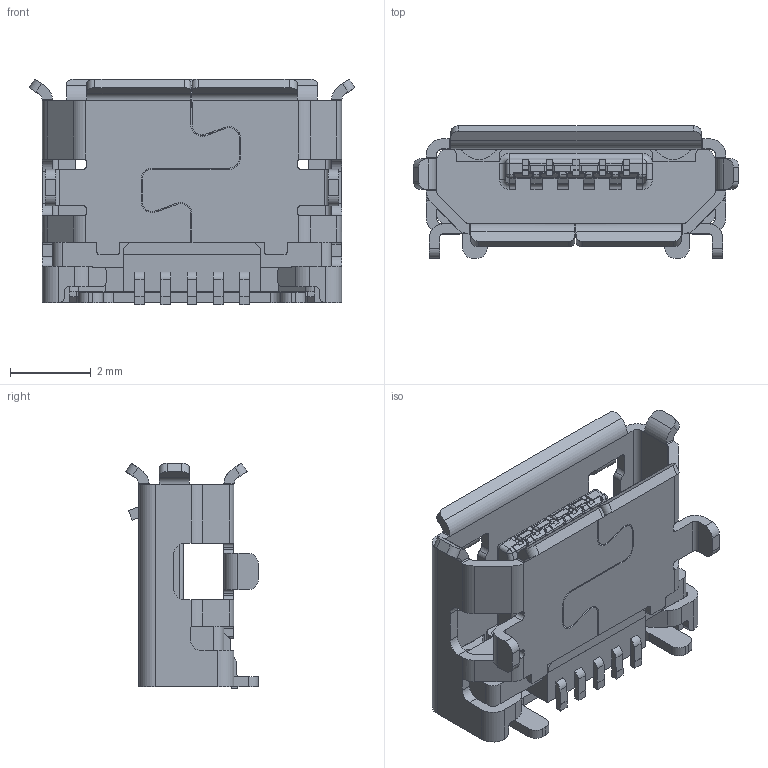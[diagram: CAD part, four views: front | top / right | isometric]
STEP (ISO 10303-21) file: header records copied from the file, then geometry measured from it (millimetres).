
FILE_DESCRIPTION (( 'STEP AP214' ), '1' );
FILE_NAME ('10118194c.STEP', '2020-01-25T13:35:14', ( '' ), ( '' ), 'SwSTEP 2.0', 'SolidWorks 2019', '' );
FILE_SCHEMA (( 'AUTOMOTIVE_DESIGN' ));
Length unit declared in the file: millimetre
Products named in the file (1): 10118194c
Bounding box: 8.05 x 3.27 x 5.58 mm (x, y, z)
Volume: 40.5 mm3; surface area: 268.8 mm2
Topology: 1 solids, 1 shells, 776 faces, 2186 edges, 1397 vertices
Faces by surface type: plane 474, cylinder 264, bspline 21, cone 9, torus 4, sphere 4
Entity records: 26416 total; most frequent: CARTESIAN_POINT 6373, ORIENTED_EDGE 4356, DIRECTION 3990, EDGE_CURVE 2178, VECTOR 1516, LINE 1516, VERTEX_POINT 1397, AXIS2_PLACEMENT_3D 1237
